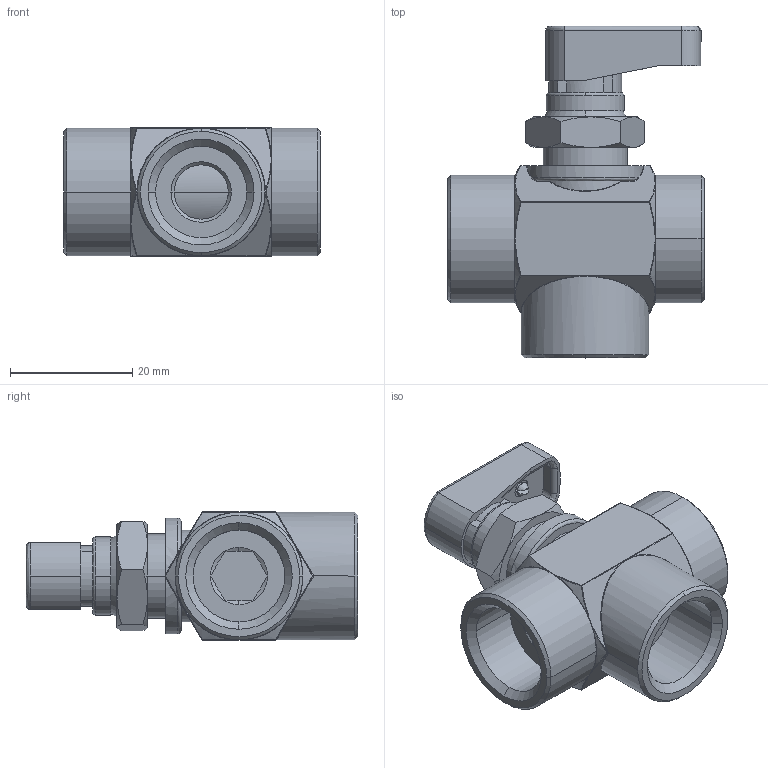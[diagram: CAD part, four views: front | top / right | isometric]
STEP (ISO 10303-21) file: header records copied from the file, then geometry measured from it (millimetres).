
FILE_DESCRIPTION (( 'STEP AP214' ), '1' );
FILE_NAME ('GHI06700-G03_3L.STEP', '2018-09-03T13:15:42', ( '' ), ( '' ), 'SwSTEP 2.0', 'SolidWorks 2018', '' );
FILE_SCHEMA (( 'AUTOMOTIVE_DESIGN' ));
Length unit declared in the file: millimetre
Products named in the file (1): GHI06700-G03_3L
Bounding box: 42 x 54.4 x 21 mm (x, y, z)
Volume: 17530.3 mm3; surface area: 8171.3 mm2
Topology: 7 solids, 17 shells, 609 faces, 1545 edges, 967 vertices
Faces by surface type: plane 247, bspline 200, cylinder 107, cone 55
Entity records: 25595 total; most frequent: CARTESIAN_POINT 12467, ORIENTED_EDGE 3042, DIRECTION 2167, EDGE_CURVE 1521, VERTEX_POINT 967, AXIS2_PLACEMENT_3D 730, LINE 707, VECTOR 707
